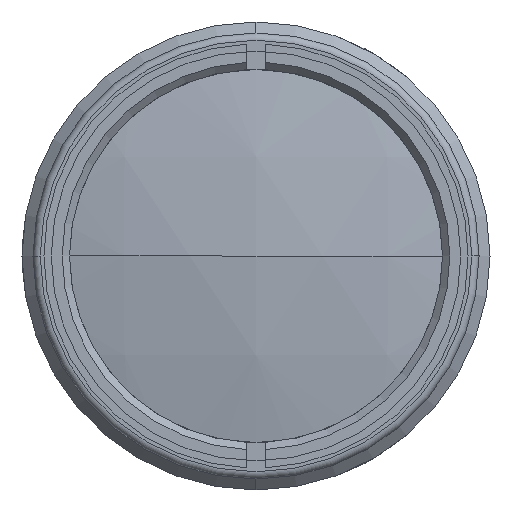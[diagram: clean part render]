
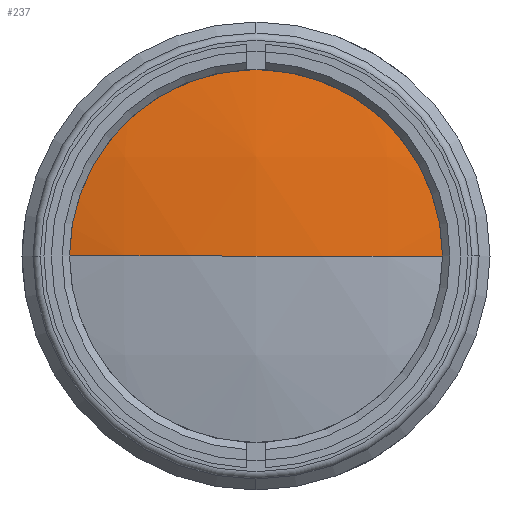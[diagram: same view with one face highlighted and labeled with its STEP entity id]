
A CAD part, left-side view. The second image highlights one B-rep face of the part: STEP entity #237.
In plain terms, the highlighted spherical face has radius 124 mm.
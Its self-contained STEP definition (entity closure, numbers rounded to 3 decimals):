
#139 = VERTEX_POINT ( 'NONE', #393 ) ;
#237 = ADVANCED_FACE ( 'NONE', ( #4827 ), #910, .T. ) ;
#242 = DIRECTION ( 'NONE',  ( 0., 1., 0. ) ) ;
#393 = CARTESIAN_POINT ( 'NONE',  ( -109.145, -27., 0. ) ) ;
#910 = SPHERICAL_SURFACE ( 'NONE', #1724, 124. ) ;
#928 = AXIS2_PLACEMENT_3D ( 'NONE', #3799, #2601, #242 ) ;
#1009 = AXIS2_PLACEMENT_3D ( 'NONE', #4086, #3322, #2546 ) ;
#1506 = CIRCLE ( 'NONE', #1009, 124. ) ;
#1643 = ORIENTED_EDGE ( 'NONE', *, *, #4480, .T. ) ;
#1724 = AXIS2_PLACEMENT_3D ( 'NONE', #3519, #3627, #3155 ) ;
#1923 = CIRCLE ( 'NONE', #4470, 27. ) ;
#2160 = ORIENTED_EDGE ( 'NONE', *, *, #2993, .F. ) ;
#2206 = CARTESIAN_POINT ( 'NONE',  ( -112.12, 0., 0. ) ) ;
#2426 = EDGE_LOOP ( 'NONE', ( #1643, #3214, #2160 ) ) ;
#2546 = DIRECTION ( 'NONE',  ( 0., -1., 0. ) ) ;
#2601 = DIRECTION ( 'NONE',  ( 0., 0., -1. ) ) ;
#2888 = EDGE_CURVE ( 'NONE', #3995, #3049, #1506, .T. ) ;
#2964 = CARTESIAN_POINT ( 'NONE',  ( -109.145, 27., 0. ) ) ;
#2993 = EDGE_CURVE ( 'NONE', #139, #3049, #4457, .T. ) ;
#3049 = VERTEX_POINT ( 'NONE', #2206 ) ;
#3155 = DIRECTION ( 'NONE',  ( 0., -1., 0. ) ) ;
#3214 = ORIENTED_EDGE ( 'NONE', *, *, #2888, .T. ) ;
#3322 = DIRECTION ( 'NONE',  ( 0., 0., 1. ) ) ;
#3519 = CARTESIAN_POINT ( 'NONE',  ( 11.88, 0., 0. ) ) ;
#3627 = DIRECTION ( 'NONE',  ( 0., 0., 1. ) ) ;
#3799 = CARTESIAN_POINT ( 'NONE',  ( 11.88, 0., 0. ) ) ;
#3995 = VERTEX_POINT ( 'NONE', #2964 ) ;
#4086 = CARTESIAN_POINT ( 'NONE',  ( 11.88, 0., 0. ) ) ;
#4179 = DIRECTION ( 'NONE',  ( -1., 0., 0. ) ) ;
#4313 = DIRECTION ( 'NONE',  ( 0., 0., -1. ) ) ;
#4457 = CIRCLE ( 'NONE', #928, 124. ) ;
#4470 = AXIS2_PLACEMENT_3D ( 'NONE', #4650, #4179, #4313 ) ;
#4480 = EDGE_CURVE ( 'NONE', #139, #3995, #1923, .T. ) ;
#4650 = CARTESIAN_POINT ( 'NONE',  ( -109.145, 0., 0. ) ) ;
#4827 = FACE_OUTER_BOUND ( 'NONE', #2426, .T. ) ;
